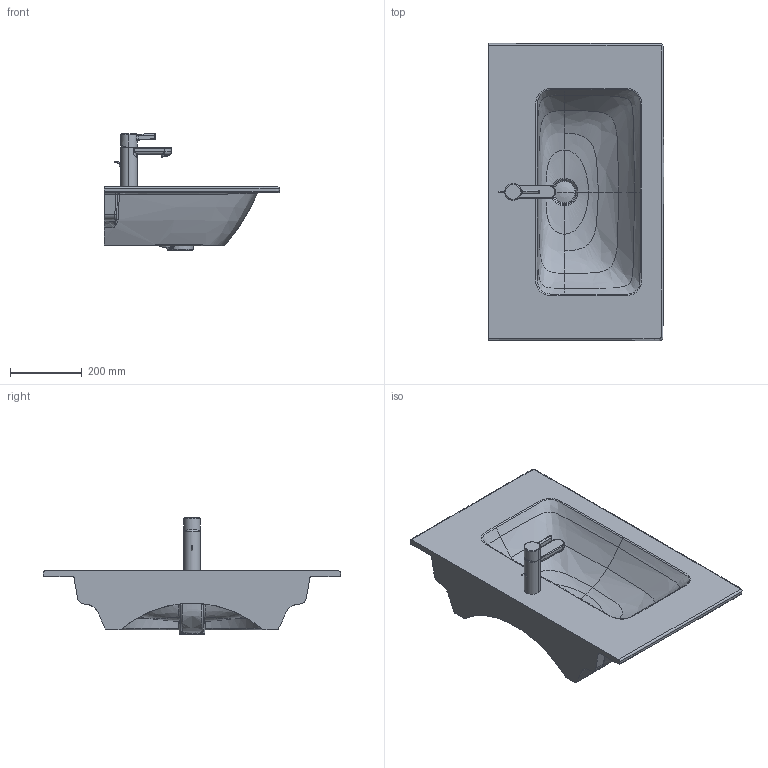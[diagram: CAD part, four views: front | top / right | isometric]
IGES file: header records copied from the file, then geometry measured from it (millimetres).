
Global section: file name: No Iges File Name specified; native system: Autodesk Inventor 2011; preprocessor: AutoDesk Inventor Iges Exporter R2011; author: Administrator; date: 20150610.180000; units: millimetre
Bounding box: 489.33 x 830.24 x 325.73 mm (x, y, z)
Volume: 17334353.8 mm3; surface area: 1346796.2 mm2
Topology: 7 solids, 7 shells, 343 faces, 865 edges, 537 vertices
Faces by surface type: bspline 139, plane 71, cylinder 55, revolution 53, torus 19, cone 4, sphere 2
